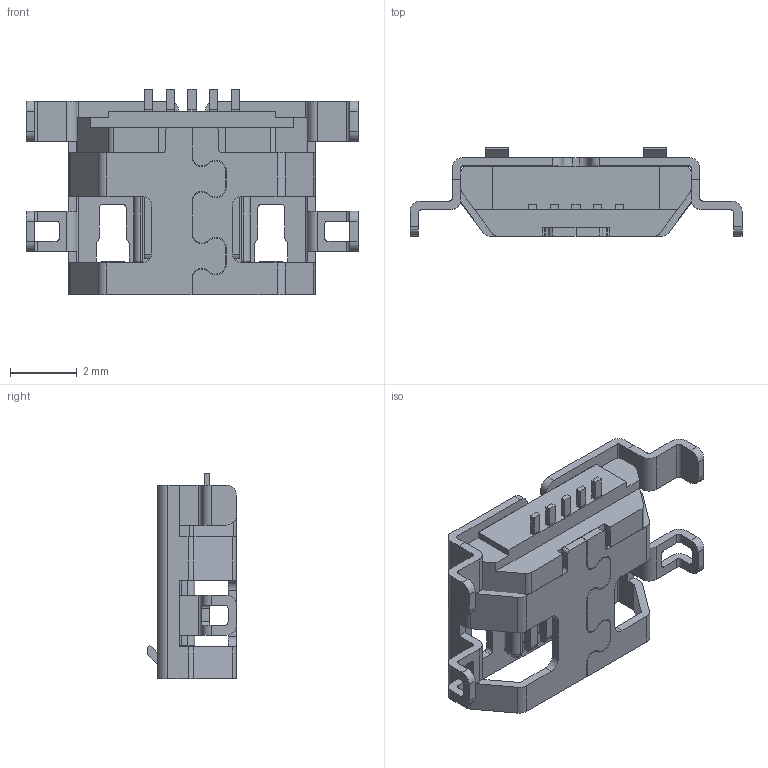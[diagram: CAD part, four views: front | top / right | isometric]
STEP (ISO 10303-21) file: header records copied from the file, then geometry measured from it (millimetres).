
FILE_DESCRIPTION(('FreeCAD Model'),'2;1');
FILE_NAME('U02-BFD3111B0-009.step','2018-09-05T08:34:13', ('kicad StepUp'),('ksu MCAD'),'Open CASCADE STEP processor 7.3', 'FreeCAD','Unknown');
FILE_SCHEMA(('AUTOMOTIVE_DESIGN_CC2 { 1 2 10303 214 -1 1 5 4 }'));
Length unit declared in the file: millimetre
Products named in the file (7): U02_BFD3111B0_009_Shell_01; U02_BFD3111B0_009_Body_01; U02_BFD3111B0_009_Pin_01; U02_BFD3111B0_009_Pin_002; U02_BFD3111B0_009_Pin_003; U02_BFD3111B0_009_Pin_004; U02_BFD3111B0_009_Pin_005
Bounding box: 9.95 x 2.66 x 6.15 mm (x, y, z)
Volume: 46.4 mm3; surface area: 301.9 mm2
Topology: 7 solids, 7 shells, 475 faces, 1331 edges, 864 vertices
Faces by surface type: plane 286, cylinder 183, sphere 4, bspline 2
Entity records: 15786 total; most frequent: CARTESIAN_POINT 3111, ORIENTED_EDGE 2654, DIRECTION 2625, EDGE_CURVE 1327, LINE 961, VECTOR 961, VERTEX_POINT 864, AXIS2_PLACEMENT_3D 832
